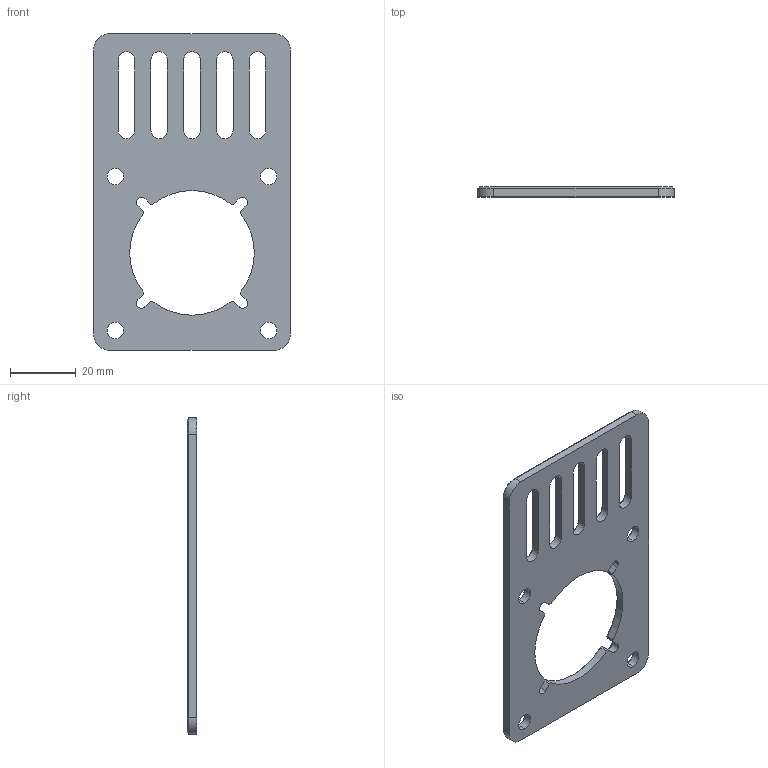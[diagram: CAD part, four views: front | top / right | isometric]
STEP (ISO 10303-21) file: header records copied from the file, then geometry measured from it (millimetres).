
FILE_DESCRIPTION (( 'STEP AP214' ), '1' );
FILE_NAME ('A162 Ïëàñòèíà 96x60 äâèãàòåëÿ Nema 23.STEP', '2019-09-03T11:17:24', ( 'Windows User' ), ( '' ), 'SwSTEP 2.0', 'SolidWorks 2018', '' );
FILE_SCHEMA (( 'AUTOMOTIVE_DESIGN' ));
Length unit declared in the file: millimetre
Products named in the file (1): A162 Ïëàñòèíà 96x60 äâèãàòåëÿ Nema 23
Bounding box: 60 x 3 x 96.5 mm (x, y, z)
Volume: 11502.4 mm3; surface area: 9930.3 mm2
Topology: 1 solids, 1 shells, 130 faces, 332 edges, 204 vertices
Faces by surface type: plane 54, cone 38, cylinder 38
Entity records: 3984 total; most frequent: CARTESIAN_POINT 715, DIRECTION 692, ORIENTED_EDGE 664, EDGE_CURVE 332, AXIS2_PLACEMENT_3D 245, VERTEX_POINT 204, LINE 202, VECTOR 202
